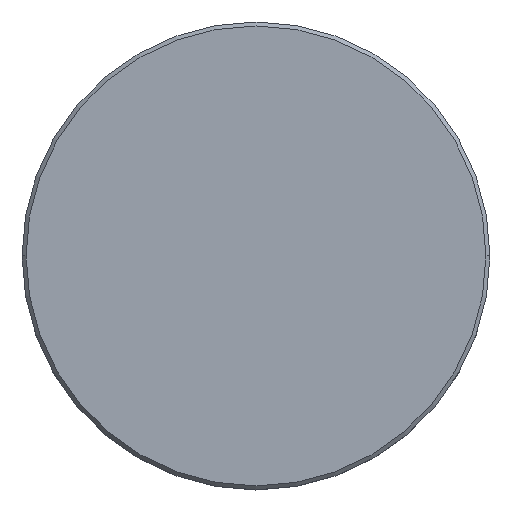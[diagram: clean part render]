
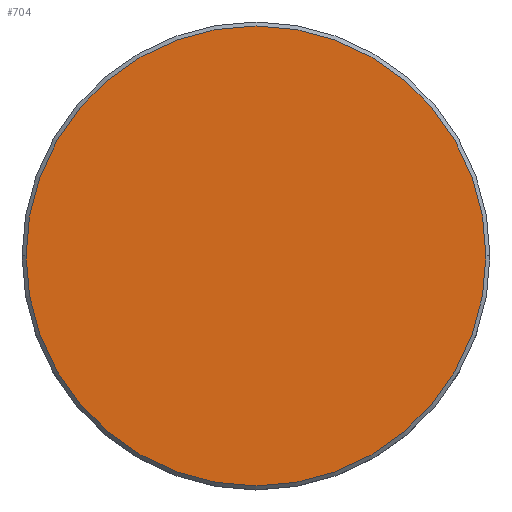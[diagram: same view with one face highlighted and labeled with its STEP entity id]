
A CAD part, top view. The second image highlights one B-rep face of the part: STEP entity #704.
In plain terms, the highlighted planar face has unit normal (0, 0, 1).
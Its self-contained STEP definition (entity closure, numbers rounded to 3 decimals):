
#31 = CARTESIAN_POINT ( 'NONE',  ( 29., 0., 0. ) ) ;
#169 = CARTESIAN_POINT ( 'NONE',  ( 0., 0., 0. ) ) ;
#180 = AXIS2_PLACEMENT_3D ( 'NONE', #169, #809, #444 ) ;
#280 = EDGE_LOOP ( 'NONE', ( #405, #1087 ) ) ;
#290 = DIRECTION ( 'NONE',  ( 0., 0., 1. ) ) ;
#341 = FACE_OUTER_BOUND ( 'NONE', #280, .T. ) ;
#404 = AXIS2_PLACEMENT_3D ( 'NONE', #667, #290, #1104 ) ;
#405 = ORIENTED_EDGE ( 'NONE', *, *, #1046, .T. ) ;
#432 = PLANE ( 'NONE',  #180 ) ;
#444 = DIRECTION ( 'NONE',  ( 1., 0., 0. ) ) ;
#645 = CIRCLE ( 'NONE', #404, 29. ) ;
#667 = CARTESIAN_POINT ( 'NONE',  ( 0., 0., 0. ) ) ;
#704 = ADVANCED_FACE ( 'NONE', ( #341 ), #432, .T. ) ;
#708 = CARTESIAN_POINT ( 'NONE',  ( -29., 0., 0. ) ) ;
#744 = DIRECTION ( 'NONE',  ( 0., 0., 1. ) ) ;
#745 = VERTEX_POINT ( 'NONE', #708 ) ;
#809 = DIRECTION ( 'NONE',  ( 0., 0., 1. ) ) ;
#838 = DIRECTION ( 'NONE',  ( 1., 0., 0. ) ) ;
#842 = CARTESIAN_POINT ( 'NONE',  ( 0., 0., 0. ) ) ;
#947 = CIRCLE ( 'NONE', #1122, 29. ) ;
#988 = EDGE_CURVE ( 'NONE', #1161, #745, #645, .T. ) ;
#1046 = EDGE_CURVE ( 'NONE', #745, #1161, #947, .T. ) ;
#1087 = ORIENTED_EDGE ( 'NONE', *, *, #988, .T. ) ;
#1104 = DIRECTION ( 'NONE',  ( 1., 0., 0. ) ) ;
#1122 = AXIS2_PLACEMENT_3D ( 'NONE', #842, #744, #838 ) ;
#1161 = VERTEX_POINT ( 'NONE', #31 ) ;
